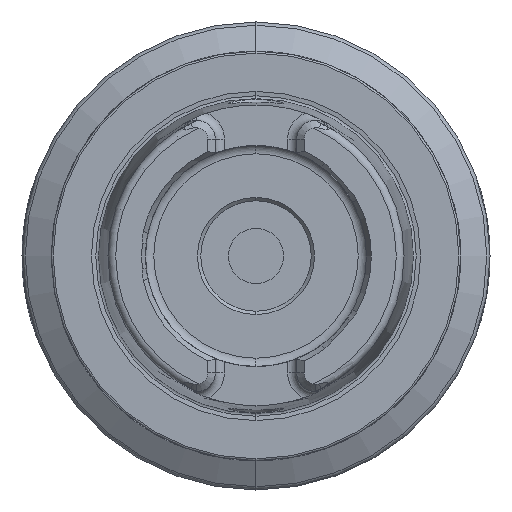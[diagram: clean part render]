
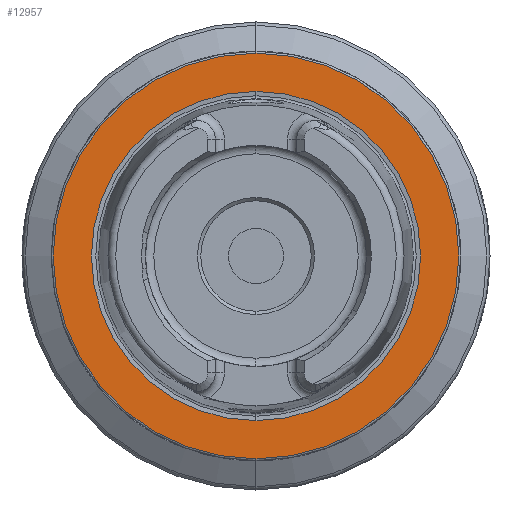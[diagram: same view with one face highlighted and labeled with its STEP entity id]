
A CAD part, left-side view. The second image highlights one B-rep face of the part: STEP entity #12957.
In plain terms, the highlighted planar face has unit normal (-1, 0, 0).
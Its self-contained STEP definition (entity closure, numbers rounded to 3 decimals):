
#294 = CARTESIAN_POINT ( 'NONE',  ( 0., 0., 0. ) ) ;
#379 = AXIS2_PLACEMENT_3D ( 'NONE', #10049, #2434, #9137 ) ;
#388 = DIRECTION ( 'NONE',  ( 0., 0., 1. ) ) ;
#414 = DIRECTION ( 'NONE',  ( -1., 0., 0. ) ) ;
#959 = AXIS2_PLACEMENT_3D ( 'NONE', #7023, #3647, #13521 ) ;
#1162 = FACE_OUTER_BOUND ( 'NONE', #10146, .T. ) ;
#1260 = CIRCLE ( 'NONE', #2231, 31.2 ) ;
#1396 = DIRECTION ( 'NONE',  ( -1., 0., 0. ) ) ;
#1822 = EDGE_LOOP ( 'NONE', ( #4323, #12773 ) ) ;
#2230 = EDGE_CURVE ( 'NONE', #12801, #9535, #1260, .T. ) ;
#2231 = AXIS2_PLACEMENT_3D ( 'NONE', #294, #1396, #388 ) ;
#2246 = VERTEX_POINT ( 'NONE', #9081 ) ;
#2434 = DIRECTION ( 'NONE',  ( -1., 0., 0. ) ) ;
#2452 = CARTESIAN_POINT ( 'NONE',  ( 0., 0., -31.2 ) ) ;
#2993 = ORIENTED_EDGE ( 'NONE', *, *, #7722, .T. ) ;
#3593 = DIRECTION ( 'NONE',  ( 0., 0., 1. ) ) ;
#3647 = DIRECTION ( 'NONE',  ( -1., 0., 0. ) ) ;
#3896 = DIRECTION ( 'NONE',  ( 0., 0., -1. ) ) ;
#4323 = ORIENTED_EDGE ( 'NONE', *, *, #10020, .F. ) ;
#4445 = CIRCLE ( 'NONE', #6567, 31.2 ) ;
#5721 = CARTESIAN_POINT ( 'NONE',  ( 0., 0., 31.2 ) ) ;
#5956 = DIRECTION ( 'NONE',  ( 1., 0., 0. ) ) ;
#6058 = CARTESIAN_POINT ( 'NONE',  ( 0., 31.2, 0. ) ) ;
#6527 = FACE_BOUND ( 'NONE', #1822, .T. ) ;
#6567 = AXIS2_PLACEMENT_3D ( 'NONE', #10149, #414, #3593 ) ;
#7023 = CARTESIAN_POINT ( 'NONE',  ( 0., 0., 0. ) ) ;
#7344 = AXIS2_PLACEMENT_3D ( 'NONE', #6058, #5956, #3896 ) ;
#7722 = EDGE_CURVE ( 'NONE', #9535, #12801, #4445, .T. ) ;
#9081 = CARTESIAN_POINT ( 'NONE',  ( 0., 0., -25.324 ) ) ;
#9137 = DIRECTION ( 'NONE',  ( 0., 0., 1. ) ) ;
#9152 = ORIENTED_EDGE ( 'NONE', *, *, #2230, .T. ) ;
#9215 = PLANE ( 'NONE',  #7344 ) ;
#9255 = EDGE_CURVE ( 'NONE', #2246, #12830, #12755, .T. ) ;
#9535 = VERTEX_POINT ( 'NONE', #5721 ) ;
#10020 = EDGE_CURVE ( 'NONE', #12830, #2246, #11536, .T. ) ;
#10049 = CARTESIAN_POINT ( 'NONE',  ( 0., 0., 0. ) ) ;
#10146 = EDGE_LOOP ( 'NONE', ( #2993, #9152 ) ) ;
#10149 = CARTESIAN_POINT ( 'NONE',  ( 0., 0., 0. ) ) ;
#10163 = CARTESIAN_POINT ( 'NONE',  ( 0., 0., 25.324 ) ) ;
#11536 = CIRCLE ( 'NONE', #379, 25.324 ) ;
#12755 = CIRCLE ( 'NONE', #959, 25.324 ) ;
#12773 = ORIENTED_EDGE ( 'NONE', *, *, #9255, .F. ) ;
#12801 = VERTEX_POINT ( 'NONE', #2452 ) ;
#12830 = VERTEX_POINT ( 'NONE', #10163 ) ;
#12957 = ADVANCED_FACE ( 'NONE', ( #6527, #1162 ), #9215, .F. ) ;
#13521 = DIRECTION ( 'NONE',  ( 0., 0., 1. ) ) ;
